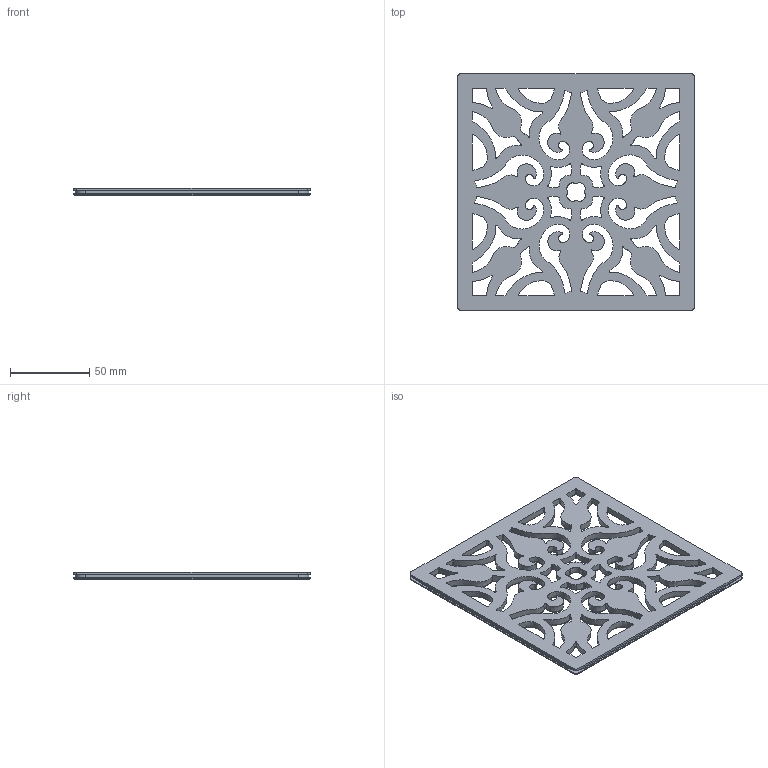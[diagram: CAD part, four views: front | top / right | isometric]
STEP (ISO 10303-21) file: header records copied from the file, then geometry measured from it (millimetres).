
FILE_DESCRIPTION((''),'2;1');
FILE_NAME('51043','2021-09-17T14:54:43',('rsmith'),(''),'CREO PARAMETRIC BY PTC INC, 2018400','CREO PARAMETRIC BY PTC INC, 2018400','');
FILE_SCHEMA(('AUTOMOTIVE_DESIGN { 1 0 10303 214 1 1 1 1 }'));
Products named in the file (1): 51043
Bounding box: 149.73 x 149.73 x 4.78 mm (x, y, z)
Volume: 69352.2 mm3; surface area: 46483.3 mm2
Topology: 1 solids, 1 shells, 556 faces, 1376 edges, 824 vertices
Faces by surface type: bspline 416, plane 36, cylinder 32, cone 32, torus 28, sphere 12
Entity records: 54196 total; most frequent: CARTESIAN_POINT 39591, ORIENTED_EDGE 2752, PRESENTATION_STYLE_ASSIGNMENT 1377, STYLED_ITEM 1377, CURVE_STYLE 1376, EDGE_CURVE 1376, DIRECTION 1200, B_SPLINE_CURVE_WITH_KNOTS 836
